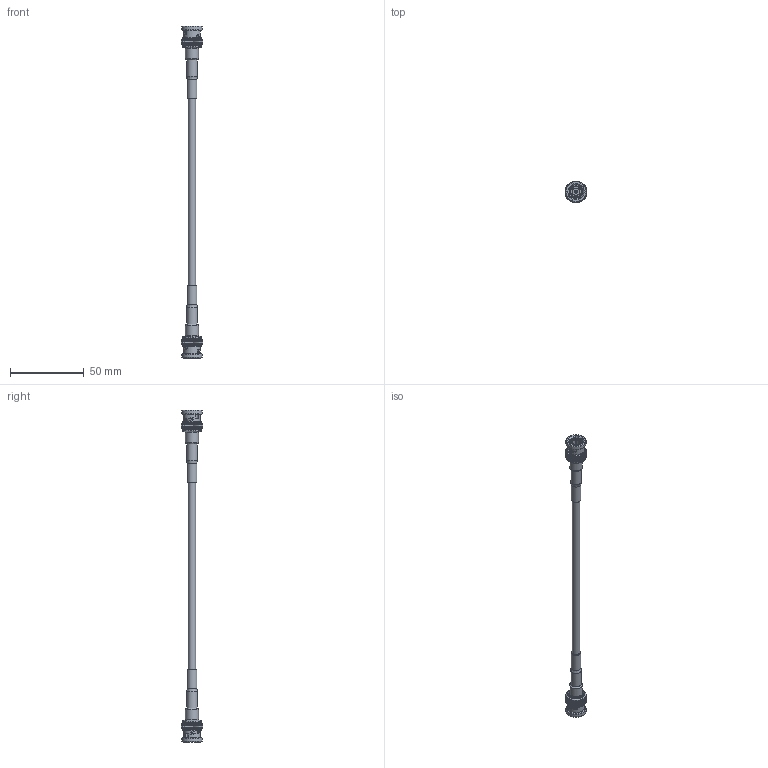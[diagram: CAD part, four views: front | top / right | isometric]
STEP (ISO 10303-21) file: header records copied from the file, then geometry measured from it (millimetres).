
FILE_DESCRIPTION (( 'STEP AP203' ), '1' );
FILE_NAME ('PE3C6056_3D.step', '2022-02-28T16:25:39', ( '' ), ( '' ), 'SwSTEP 2.0', 'SolidWorks 2021', '' );
FILE_SCHEMA (( 'CONFIG_CONTROL_DESIGN' ));
Length unit declared in the file: inch
Products named in the file (3): TC-200-BM-X^PE3C6056_Heat Shrink; LMR-200-FR^PE3C6056_LMR-200; PE3C6056_3D
Assembly tree (3 placements, depth 2):
  PE3C6056_3D
    LMR-200-FR^PE3C6056_LMR-200
    TC-200-BM-X^PE3C6056_Heat Shrink  x2
Bounding box: 14.46 x 14.46 x 225.05 mm (x, y, z)
Volume: 8264 mm3; surface area: 7916.3 mm2
Topology: 5 solids, 7 shells, 841 faces, 1909 edges, 1102 vertices
Faces by surface type: plane 328, cone 282, cylinder 201, bspline 30
Full cylindrical faces by diameter (mm): 0.711 x2, 1.016 x2, 1.092 x2, 1.27 x4, 1.627 x2, 2.054 x2, 2.184 x2, 2.212 x2, 2.489 x2, 3.81 x2, 4.877 x2, 4.953 x1, 6.604 x2, 6.904 x2, 7.057 x2, 7.262 x2, 7.501 x2, 8.828 x2, 8.829 x2, 9.395 x2, 9.991 x2, 11.395 x2, 11.515 x2, 13.38 x4, 13.922 x2
Entity records: 13601 total; most frequent: CARTESIAN_POINT 4549, ORIENTED_EDGE 1812, DIRECTION 1758, EDGE_CURVE 906, AXIS2_PLACEMENT_3D 747, VERTEX_POINT 540, EDGE_LOOP 478, FACE_OUTER_BOUND 451
